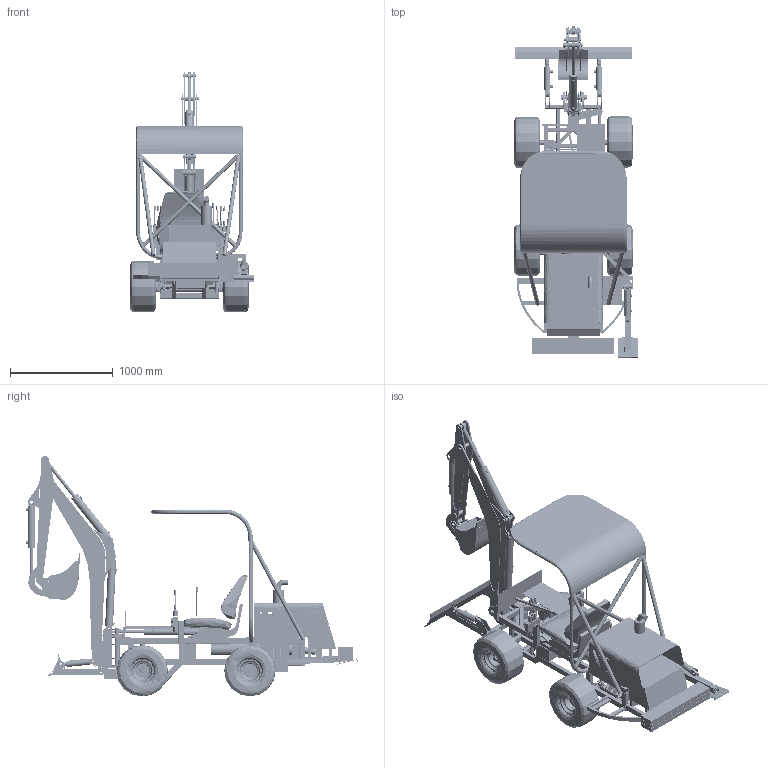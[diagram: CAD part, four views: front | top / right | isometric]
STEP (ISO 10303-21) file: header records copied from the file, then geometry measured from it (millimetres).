
FILE_DESCRIPTION(/* description */ (''),/* implementation_level */ '2;1');
FILE_NAME(/* name */ 'EW7 2019-12-04',/* time_stamp */ '2019-12-04T20:00:13+01:00',/* author */ (''),/* organization */ (''),/* preprocessor_version */ 'ST-DEVELOPER v8',/* originating_system */ '',/* authorisation */ '');
FILE_SCHEMA (('CONFIG_CONTROL_DESIGN'));
Length unit declared in the file: millimetre
Products named in the file (1): 2
Bounding box: 1208.65 x 3223.72 x 2338.81 mm (x, y, z)
Volume: 254689269 mm3; surface area: 34076811.5 mm2
Topology: 426 solids, 455 shells, 3470 faces, 7555 edges, 4858 vertices
Faces by surface type: bspline 3470
Entity records: 125129 total; most frequent: CARTESIAN_POINT 79681, ORIENTED_EDGE 14792, EDGE_CURVE 7435, VERTEX_POINT 4869, EDGE_LOOP 4083, B_SPLINE_CURVE_WITH_KNOTS 4042, ADVANCED_FACE 3470, FACE_OUTER_BOUND 3470
